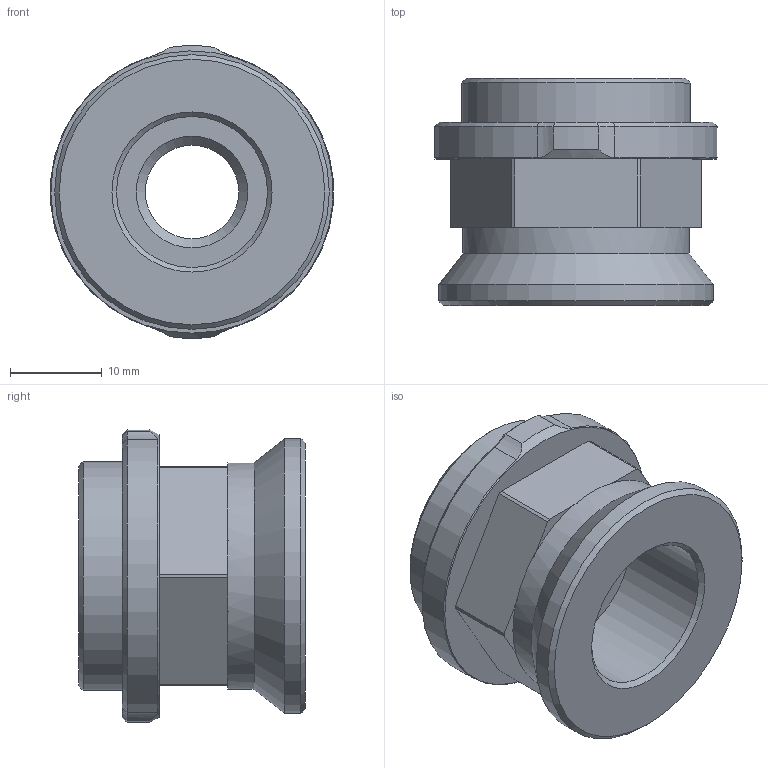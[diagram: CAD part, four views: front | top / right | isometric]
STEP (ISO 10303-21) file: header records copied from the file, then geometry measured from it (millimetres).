
FILE_DESCRIPTION (( 'STEP AP214' ), '1' );
FILE_NAME ('STARK_2000 110_A.STEP', '2018-04-12T11:52:52', ( '' ), ( '' ), 'SwSTEP 2.0', 'SolidWorks 2017', '' );
FILE_SCHEMA (( 'AUTOMOTIVE_DESIGN' ));
Length unit declared in the file: millimetre
Products named in the file (1): STARK_2000 110_A
Bounding box: 30.88 x 24.8 x 31.96 mm (x, y, z)
Volume: 10562.4 mm3; surface area: 4673.3 mm2
Topology: 1 solids, 1 shells, 57 faces, 131 edges, 79 vertices
Faces by surface type: cylinder 19, plane 17, cone 15, torus 6
Full cylindrical faces by diameter (mm): 10.2 x1, 16.5 x1, 24.8 x1, 25 x1, 30 x1
Entity records: 1616 total; most frequent: CARTESIAN_POINT 346, DIRECTION 276, ORIENTED_EDGE 230, AXIS2_PLACEMENT_3D 117, EDGE_CURVE 115, VERTEX_POINT 75, EDGE_LOOP 74, FACE_OUTER_BOUND 62
